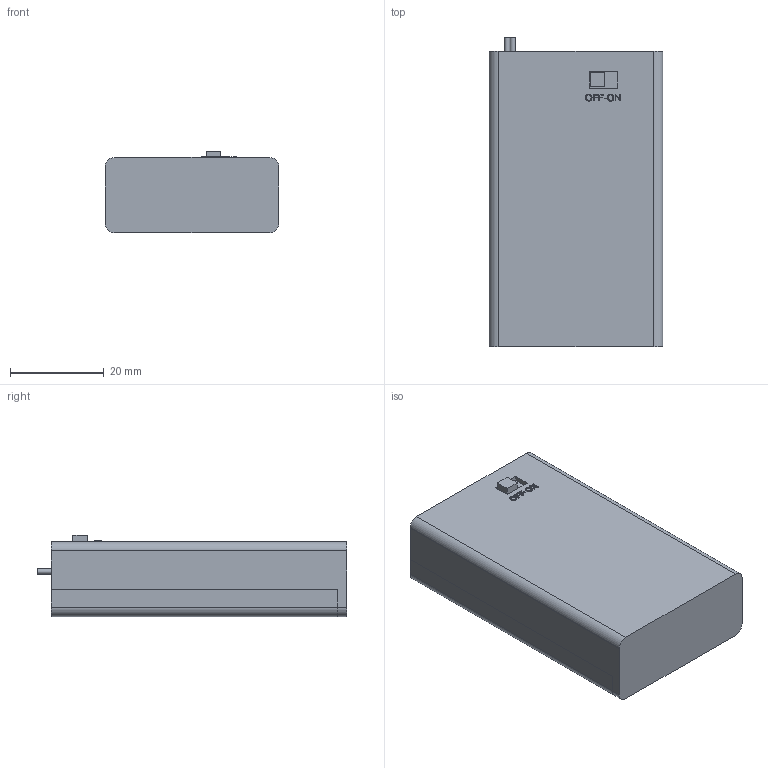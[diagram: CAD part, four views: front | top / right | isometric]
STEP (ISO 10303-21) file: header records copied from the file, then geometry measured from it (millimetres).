
FILE_DESCRIPTION(/* description */ (''),/* implementation_level */ '2;1');
FILE_NAME(/* name */ '727 3xAAA JST Battery Holder.step',/* time_stamp */ '2018-09-24T09:08:00-04:00',/* author */ ('Adafruit'),/* organization */ (''),/* preprocessor_version */ 'ST-DEVELOPER v17.2',/* originating_system */ 'Autodesk Translation Framework v7.6.0.251',/* authorisation */ '');
FILE_SCHEMA (('AUTOMOTIVE_DESIGN { 1 0 10303 214 3 1 1 }'));
Length unit declared in the file: millimetre
Products named in the file (1): 727 3xAAA JST Battery Holder
Bounding box: 37 x 66 x 17.3 mm (x, y, z)
Volume: 37048.6 mm3; surface area: 12724.7 mm2
Topology: 4 solids, 4 shells, 126 faces, 313 edges, 208 vertices
Faces by surface type: plane 73, bspline 40, cylinder 13
Full cylindrical faces by diameter (mm): 1.2 x1, 2 x1, 3.8 x1, 4 x1
Entity records: 4142 total; most frequent: CARTESIAN_POINT 1328, ORIENTED_EDGE 626, DIRECTION 431, EDGE_CURVE 313, LINE 209, VECTOR 209, VERTEX_POINT 208, EDGE_LOOP 139
